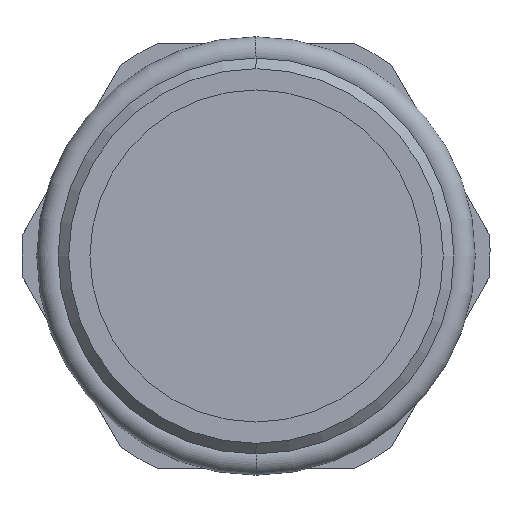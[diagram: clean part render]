
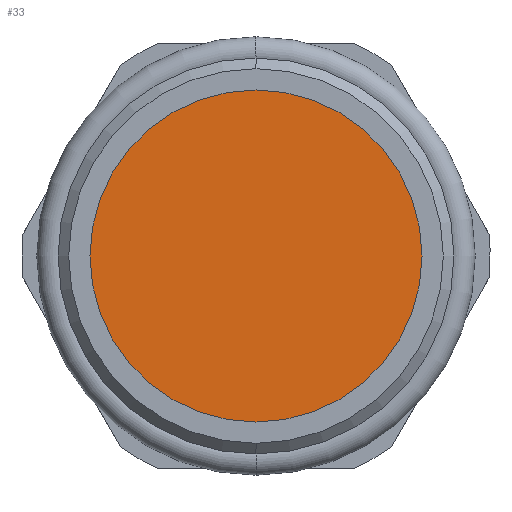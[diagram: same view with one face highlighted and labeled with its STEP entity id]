
A CAD part, front view. The second image highlights one B-rep face of the part: STEP entity #33.
In plain terms, the highlighted planar face has unit normal (0, -1, 0).
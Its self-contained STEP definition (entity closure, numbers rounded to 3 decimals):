
#1 = VERTEX_POINT ( 'NONE', #235 ) ;
#31 = EDGE_LOOP ( 'NONE', ( #43, #116 ) ) ;
#33 = ADVANCED_FACE ( 'NONE', ( #309 ), #311, .F. ) ;
#43 = ORIENTED_EDGE ( 'NONE', *, *, #76, .T. ) ;
#71 = VERTEX_POINT ( 'NONE', #441 ) ;
#72 = EDGE_CURVE ( 'NONE', #1, #71, #449, .T. ) ;
#76 = EDGE_CURVE ( 'NONE', #71, #1, #551, .T. ) ;
#116 = ORIENTED_EDGE ( 'NONE', *, *, #72, .T. ) ;
#235 = CARTESIAN_POINT ( 'NONE',  ( 0., -1.5, 7.8 ) ) ;
#241 = DIRECTION ( 'NONE',  ( 0., 1., 0. ) ) ;
#270 = CARTESIAN_POINT ( 'NONE',  ( -7.8, -1.5, 0. ) ) ;
#298 = DIRECTION ( 'NONE',  ( 0., 0., 1. ) ) ;
#306 = AXIS2_PLACEMENT_3D ( 'NONE', #270, #241, #298 ) ;
#309 = FACE_OUTER_BOUND ( 'NONE', #31, .T. ) ;
#311 = PLANE ( 'NONE',  #306 ) ;
#441 = CARTESIAN_POINT ( 'NONE',  ( 0., -1.5, -7.8 ) ) ;
#449 = CIRCLE ( 'NONE', #556, 7.8 ) ;
#548 = DIRECTION ( 'NONE',  ( 0., 0., -1. ) ) ;
#549 = DIRECTION ( 'NONE',  ( 0., -1., 0. ) ) ;
#550 = CARTESIAN_POINT ( 'NONE',  ( 0., -1.5, 0. ) ) ;
#551 = CIRCLE ( 'NONE', #557, 7.8 ) ;
#553 = DIRECTION ( 'NONE',  ( 0., 0., -1. ) ) ;
#554 = DIRECTION ( 'NONE',  ( 0., -1., 0. ) ) ;
#555 = CARTESIAN_POINT ( 'NONE',  ( 0., -1.5, 0. ) ) ;
#556 = AXIS2_PLACEMENT_3D ( 'NONE', #555, #554, #553 ) ;
#557 = AXIS2_PLACEMENT_3D ( 'NONE', #550, #549, #548 ) ;
